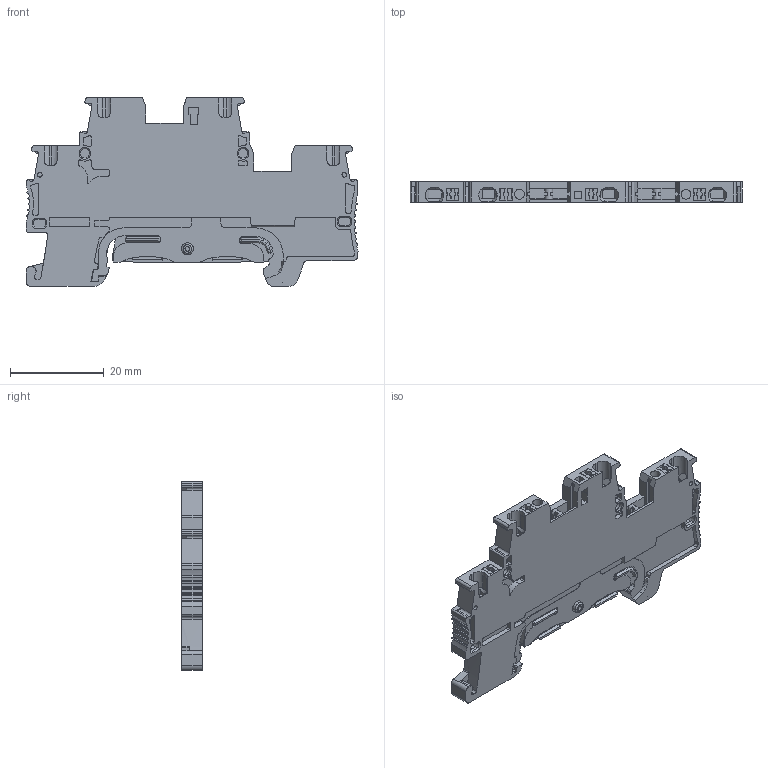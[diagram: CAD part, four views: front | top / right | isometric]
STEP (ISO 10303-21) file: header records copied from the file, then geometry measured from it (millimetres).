
FILE_DESCRIPTION(('STEP AP203'), '1');
FILE_NAME('MTP-D1.5PE_3D', '2026-02-09T08:50:50', ('n.yurina'), (''), 'C3D Converter', 'C3D Toolkit', '');
FILE_SCHEMA(('CONFIG_CONTROL_DESIGN'));
Length unit declared in the file: millimetre
Bounding box: 70.9 x 4.4 x 40.3 mm (x, y, z)
Volume: 7583.4 mm3; surface area: 6693.7 mm2
Topology: 1 solids, 1 shells, 902 faces, 2520 edges, 1649 vertices
Faces by surface type: plane 578, cylinder 300, cone 23, torus 1
Full cylindrical faces by diameter (mm): 1 x5, 2.05 x2, 2.1 x2, 2.15 x2, 2.4 x1, 2.6 x1
Entity records: 30372 total; most frequent: CARTESIAN_POINT 6583, ORIENTED_EDGE 4988, DIRECTION 4838, EDGE_CURVE 2494, LINE 1742, VECTOR 1742, VERTEX_POINT 1649, AXIS2_PLACEMENT_3D 1548
